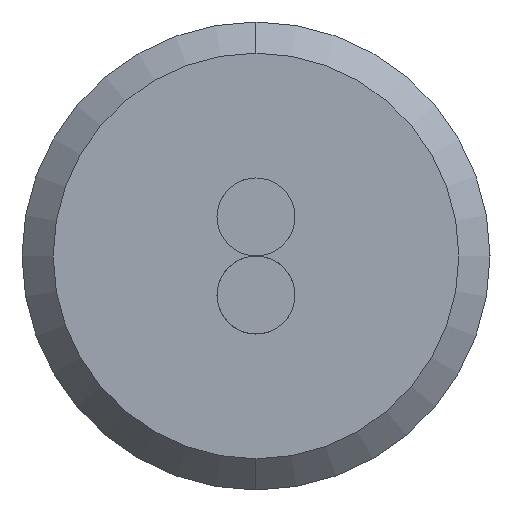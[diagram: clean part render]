
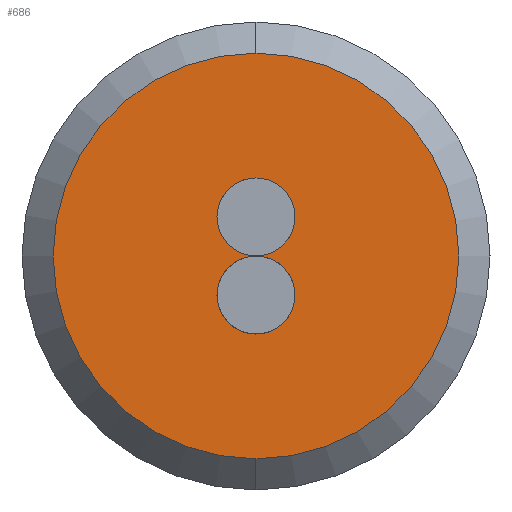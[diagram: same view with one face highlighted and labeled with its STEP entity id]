
A CAD part, left-side view. The second image highlights one B-rep face of the part: STEP entity #686.
In plain terms, the highlighted planar face has unit normal (-1, 0, 0).
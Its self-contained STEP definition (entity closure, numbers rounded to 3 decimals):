
#15 = CIRCLE ( 'NONE', #37, 1.3 ) ;
#24 = FACE_BOUND ( 'NONE', #536, .T. ) ;
#28 = DIRECTION ( 'NONE',  ( 0., 0., 1. ) ) ;
#37 = AXIS2_PLACEMENT_3D ( 'NONE', #80, #512, #227 ) ;
#39 = ORIENTED_EDGE ( 'NONE', *, *, #191, .F. ) ;
#73 = CARTESIAN_POINT ( 'NONE',  ( -7.5, 0., -1.3 ) ) ;
#75 = ORIENTED_EDGE ( 'NONE', *, *, #342, .F. ) ;
#80 = CARTESIAN_POINT ( 'NONE',  ( -7.5, 0., 0. ) ) ;
#82 = DIRECTION ( 'NONE',  ( 0., 0., -1. ) ) ;
#83 = FACE_OUTER_BOUND ( 'NONE', #105, .T. ) ;
#85 = CARTESIAN_POINT ( 'NONE',  ( -7.5, 0., 0.501 ) ) ;
#89 = CIRCLE ( 'NONE', #369, 0.25 ) ;
#105 = EDGE_LOOP ( 'NONE', ( #373, #333 ) ) ;
#125 = CARTESIAN_POINT ( 'NONE',  ( -7.5, 0., 1.3 ) ) ;
#139 = DIRECTION ( 'NONE',  ( -1., 0., 0. ) ) ;
#150 = EDGE_LOOP ( 'NONE', ( #75, #195 ) ) ;
#169 = DIRECTION ( 'NONE',  ( 0., 0., 1. ) ) ;
#174 = CARTESIAN_POINT ( 'NONE',  ( -7.5, 0., 0. ) ) ;
#176 = CARTESIAN_POINT ( 'NONE',  ( -7.5, 0., -0.501 ) ) ;
#187 = DIRECTION ( 'NONE',  ( -1., 0., 0. ) ) ;
#191 = EDGE_CURVE ( 'NONE', #649, #248, #390, .T. ) ;
#195 = ORIENTED_EDGE ( 'NONE', *, *, #683, .F. ) ;
#199 = CARTESIAN_POINT ( 'NONE',  ( -7.5, 0., 0.251 ) ) ;
#223 = CIRCLE ( 'NONE', #293, 1.3 ) ;
#227 = DIRECTION ( 'NONE',  ( 0., 0., -1. ) ) ;
#239 = DIRECTION ( 'NONE',  ( -1., 0., 0. ) ) ;
#248 = VERTEX_POINT ( 'NONE', #176 ) ;
#293 = AXIS2_PLACEMENT_3D ( 'NONE', #572, #187, #82 ) ;
#313 = EDGE_CURVE ( 'NONE', #323, #447, #223, .T. ) ;
#323 = VERTEX_POINT ( 'NONE', #73 ) ;
#333 = ORIENTED_EDGE ( 'NONE', *, *, #464, .T. ) ;
#342 = EDGE_CURVE ( 'NONE', #376, #453, #596, .T. ) ;
#367 = EDGE_CURVE ( 'NONE', #248, #649, #425, .T. ) ;
#369 = AXIS2_PLACEMENT_3D ( 'NONE', #199, #645, #651 ) ;
#373 = ORIENTED_EDGE ( 'NONE', *, *, #313, .T. ) ;
#376 = VERTEX_POINT ( 'NONE', #85 ) ;
#390 = CIRCLE ( 'NONE', #593, 0.25 ) ;
#413 = AXIS2_PLACEMENT_3D ( 'NONE', #519, #239, #566 ) ;
#425 = CIRCLE ( 'NONE', #663, 0.25 ) ;
#434 = ORIENTED_EDGE ( 'NONE', *, *, #367, .F. ) ;
#437 = DIRECTION ( 'NONE',  ( 0., 0., -1. ) ) ;
#447 = VERTEX_POINT ( 'NONE', #125 ) ;
#453 = VERTEX_POINT ( 'NONE', #174 ) ;
#464 = EDGE_CURVE ( 'NONE', #447, #323, #15, .T. ) ;
#479 = CARTESIAN_POINT ( 'NONE',  ( -7.5, 0., -0.001 ) ) ;
#502 = DIRECTION ( 'NONE',  ( -1., 0., 0. ) ) ;
#505 = CARTESIAN_POINT ( 'NONE',  ( -7.5, 0., -0.251 ) ) ;
#512 = DIRECTION ( 'NONE',  ( -1., 0., 0. ) ) ;
#519 = CARTESIAN_POINT ( 'NONE',  ( -7.5, 0., 0.251 ) ) ;
#532 = CARTESIAN_POINT ( 'NONE',  ( -7.5, 0., 0. ) ) ;
#536 = EDGE_LOOP ( 'NONE', ( #39, #434 ) ) ;
#538 = PLANE ( 'NONE',  #624 ) ;
#566 = DIRECTION ( 'NONE',  ( 0., 0., 1. ) ) ;
#572 = CARTESIAN_POINT ( 'NONE',  ( -7.5, 0., 0. ) ) ;
#592 = DIRECTION ( 'NONE',  ( 1., 0., 0. ) ) ;
#593 = AXIS2_PLACEMENT_3D ( 'NONE', #505, #502, #169 ) ;
#596 = CIRCLE ( 'NONE', #413, 0.25 ) ;
#624 = AXIS2_PLACEMENT_3D ( 'NONE', #532, #592, #437 ) ;
#626 = CARTESIAN_POINT ( 'NONE',  ( -7.5, 0., -0.251 ) ) ;
#645 = DIRECTION ( 'NONE',  ( -1., 0., 0. ) ) ;
#646 = FACE_BOUND ( 'NONE', #150, .T. ) ;
#649 = VERTEX_POINT ( 'NONE', #479 ) ;
#651 = DIRECTION ( 'NONE',  ( 0., 0., 1. ) ) ;
#663 = AXIS2_PLACEMENT_3D ( 'NONE', #626, #139, #28 ) ;
#683 = EDGE_CURVE ( 'NONE', #453, #376, #89, .T. ) ;
#686 = ADVANCED_FACE ( 'NONE', ( #83, #24, #646 ), #538, .F. ) ;
